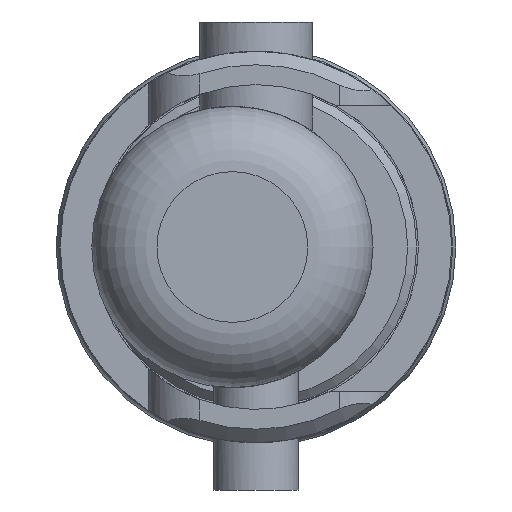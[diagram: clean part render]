
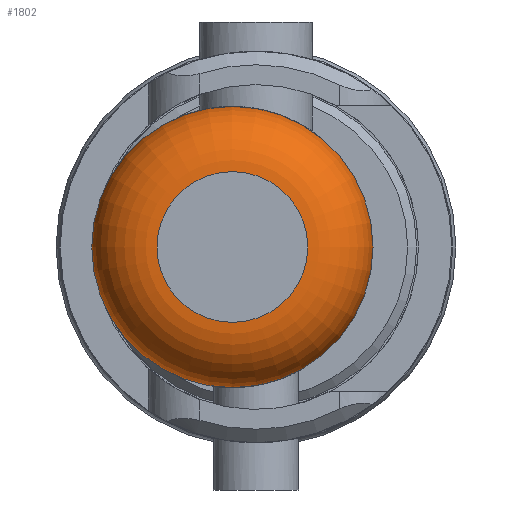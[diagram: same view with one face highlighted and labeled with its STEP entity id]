
A CAD part, left-side view. The second image highlights one B-rep face of the part: STEP entity #1802.
In plain terms, the highlighted toroidal (fillet/blend) face has major radius 4.255 mm and minor radius 3.683 mm.
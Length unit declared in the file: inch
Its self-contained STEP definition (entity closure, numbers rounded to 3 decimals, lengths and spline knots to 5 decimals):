
#35=TOROIDAL_SURFACE('',#1957,0.1675,0.145);
#130=CIRCLE('',#1936,0.3125);
#131=CIRCLE('',#1937,0.3125);
#132=CIRCLE('',#1938,0.3125);
#144=CIRCLE('',#1955,0.1675);
#145=CIRCLE('',#1956,0.1675);
#146=CIRCLE('',#1958,0.145);
#286=FACE_OUTER_BOUND('',#390,.T.);
#390=EDGE_LOOP('',(#1310,#1311,#1312,#1313,#1314,#1315,#1316));
#742=VERTEX_POINT('',#3125);
#743=VERTEX_POINT('',#3127);
#744=VERTEX_POINT('',#3129);
#753=VERTEX_POINT('',#3157);
#754=VERTEX_POINT('',#3158);
#958=EDGE_CURVE('',#742,#743,#130,.T.);
#959=EDGE_CURVE('',#743,#744,#131,.T.);
#960=EDGE_CURVE('',#744,#742,#132,.T.);
#973=EDGE_CURVE('',#753,#754,#144,.T.);
#974=EDGE_CURVE('',#754,#753,#145,.T.);
#975=EDGE_CURVE('',#744,#754,#146,.T.);
#1310=ORIENTED_EDGE('',*,*,#959,.F.);
#1311=ORIENTED_EDGE('',*,*,#958,.F.);
#1312=ORIENTED_EDGE('',*,*,#960,.F.);
#1313=ORIENTED_EDGE('',*,*,#975,.T.);
#1314=ORIENTED_EDGE('',*,*,#974,.T.);
#1315=ORIENTED_EDGE('',*,*,#973,.T.);
#1316=ORIENTED_EDGE('',*,*,#975,.F.);
#1802=ADVANCED_FACE('',(#286),#35,.T.);
#1936=AXIS2_PLACEMENT_3D('',#3128,#2260,#2261);
#1937=AXIS2_PLACEMENT_3D('',#3130,#2262,#2263);
#1938=AXIS2_PLACEMENT_3D('',#3131,#2264,#2265);
#1955=AXIS2_PLACEMENT_3D('',#3159,#2299,#2300);
#1956=AXIS2_PLACEMENT_3D('',#3160,#2301,#2302);
#1957=AXIS2_PLACEMENT_3D('',#3161,#2303,#2304);
#1958=AXIS2_PLACEMENT_3D('',#3162,#2305,#2306);
#2260=DIRECTION('center_axis',(1.,0.,0.));
#2261=DIRECTION('ref_axis',(0.,1.,0.));
#2262=DIRECTION('center_axis',(1.,0.,0.));
#2263=DIRECTION('ref_axis',(0.,1.,0.));
#2264=DIRECTION('center_axis',(1.,0.,0.));
#2265=DIRECTION('ref_axis',(0.,1.,0.));
#2299=DIRECTION('center_axis',(1.,0.,0.));
#2300=DIRECTION('ref_axis',(0.,1.,0.));
#2301=DIRECTION('center_axis',(1.,0.,0.));
#2302=DIRECTION('ref_axis',(0.,1.,0.));
#2303=DIRECTION('center_axis',(1.,0.,0.));
#2304=DIRECTION('ref_axis',(0.,0.,-1.));
#2305=DIRECTION('center_axis',(0.,-1.,0.));
#2306=DIRECTION('ref_axis',(0.,0.,1.));
#3125=CARTESIAN_POINT('',(0.145,-0.26,0.));
#3127=CARTESIAN_POINT('',(0.145,0.365,0.));
#3128=CARTESIAN_POINT('Origin',(0.145,0.0525,0.));
#3129=CARTESIAN_POINT('',(0.145,0.0525,0.3125));
#3130=CARTESIAN_POINT('Origin',(0.145,0.0525,0.));
#3131=CARTESIAN_POINT('Origin',(0.145,0.0525,0.));
#3157=CARTESIAN_POINT('',(0.,0.22,0.));
#3158=CARTESIAN_POINT('',(0.,0.0525,0.1675));
#3159=CARTESIAN_POINT('Origin',(0.,0.0525,
0.));
#3160=CARTESIAN_POINT('Origin',(0.,0.0525,
0.));
#3161=CARTESIAN_POINT('Origin',(0.145,0.0525,0.));
#3162=CARTESIAN_POINT('Origin',(0.145,0.0525,0.1675));
